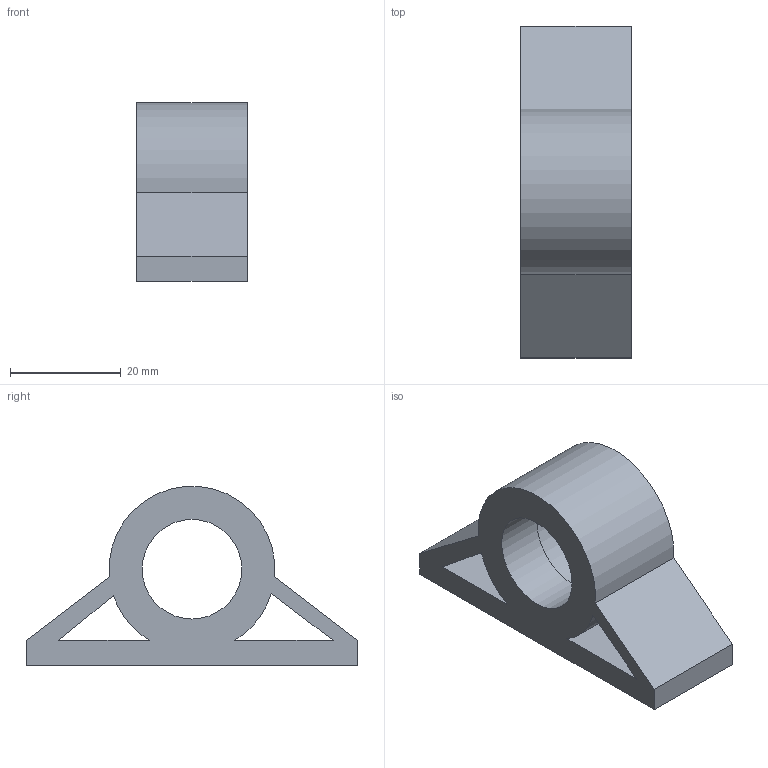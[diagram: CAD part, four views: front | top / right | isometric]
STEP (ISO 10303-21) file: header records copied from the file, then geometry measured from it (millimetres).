
FILE_DESCRIPTION(('STEP AP203'), '1');
FILE_NAME('êðåïëåíèå ïîäøèïíèêà ïîä îñü ãîñò', '', ('UNSPECIFIED'), ('UNSPECIFIED'), 'C3D Converter', 'C3D Toolkit', '');
FILE_SCHEMA(('CONFIG_CONTROL_DESIGN'));
Length unit declared in the file: millimetre
Bounding box: 20 x 60 x 32.34 mm (x, y, z)
Volume: 14615.1 mm3; surface area: 7661.2 mm2
Topology: 1 solids, 1 shells, 17 faces, 42 edges, 28 vertices
Faces by surface type: plane 12, cylinder 5
Full cylindrical faces by diameter (mm): 18 x1, 22 x1
Entity records: 548 total; most frequent: CARTESIAN_POINT 86, DIRECTION 86, ORIENTED_EDGE 80, EDGE_CURVE 40, LINE 30, VECTOR 30, AXIS2_PLACEMENT_3D 28, VERTEX_POINT 28
